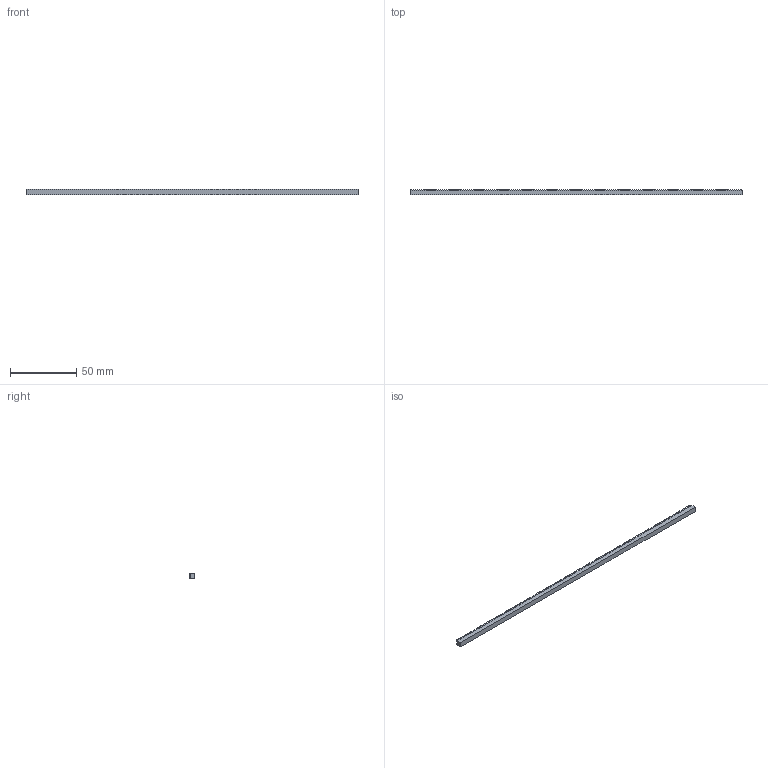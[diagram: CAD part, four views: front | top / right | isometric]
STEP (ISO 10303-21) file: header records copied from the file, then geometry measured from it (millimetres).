
FILE_DESCRIPTION(/* description */ ('STEP AP203'),/* implementation_level */ '2;1');
FILE_NAME(/* name */ '28160100',/* time_stamp */ '2024-05-23T13:24:29+02:00',/* author */ ('License CC BY-ND 4.0'),/* organization */ ('CADENAS'),/* preprocessor_version */ 'ST-DEVELOPER v19.3',/* originating_system */ 'PARTsolutions',/* authorisation */ ' ');
FILE_SCHEMA (('CONFIG_CONTROL_DESIGN'));
Length unit declared in the file: millimetre
Products named in the file (1): 28160100
Bounding box: 250 x 4.5 x 4 mm (x, y, z)
Volume: 3969.5 mm3; surface area: 5013.8 mm2
Topology: 1 solids, 1 shells, 642 faces, 1920 edges, 1280 vertices
Faces by surface type: plane 642
Entity records: 21174 total; most frequent: CARTESIAN_POINT 3843, ORIENTED_EDGE 3840, DIRECTION 3206, EDGE_CURVE 1920, LINE 1920, VECTOR 1920, VERTEX_POINT 1280, AXIS2_PLACEMENT_3D 643
